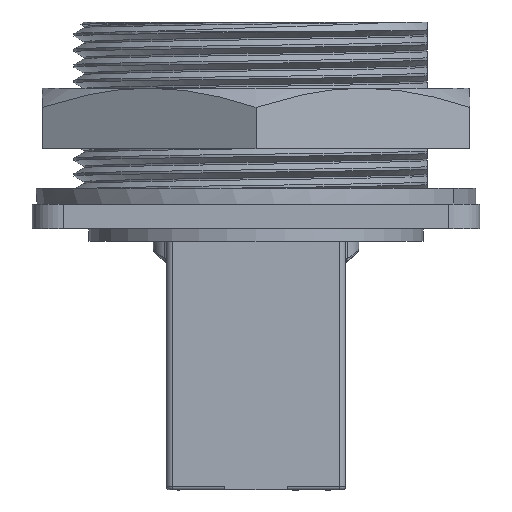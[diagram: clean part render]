
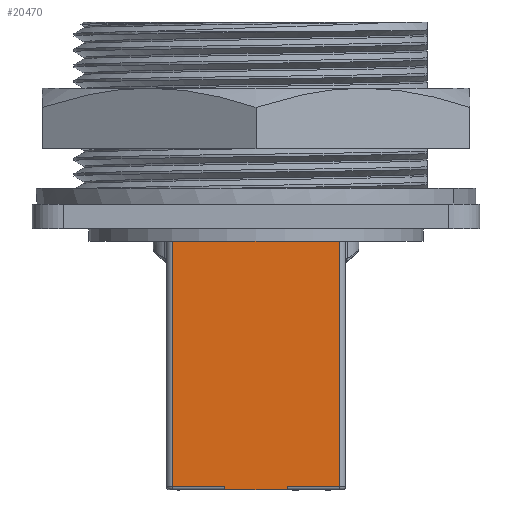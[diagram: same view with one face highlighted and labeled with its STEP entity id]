
A CAD part, front view. The second image highlights one B-rep face of the part: STEP entity #20470.
In plain terms, the highlighted planar face has unit normal (0, -1, 0).
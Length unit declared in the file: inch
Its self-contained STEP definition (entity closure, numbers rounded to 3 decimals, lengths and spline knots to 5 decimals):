
#277 = PLANE ( 'NONE',  #27734 ) ;
#278 = CARTESIAN_POINT ( 'NONE',  ( -0.2875, -0.349, -0.839 ) ) ;
#279 = DIRECTION ( 'NONE',  ( 0., -1., 0. ) ) ;
#280 = DIRECTION ( 'NONE',  ( -1., 0., 0. ) ) ;
#1890 = VECTOR ( 'NONE', #22952, 39.37008 ) ;
#2287 = CARTESIAN_POINT ( 'NONE',  ( -0.2675, -0.349, -0.04 ) ) ;
#2311 = CARTESIAN_POINT ( 'NONE',  ( -0.1, -0.349, -0.839 ) ) ;
#2327 = CARTESIAN_POINT ( 'NONE',  ( 0.1, -0.349, -0.839 ) ) ;
#2342 = CARTESIAN_POINT ( 'NONE',  ( -0.2675, -0.349, -0.829 ) ) ;
#11302 = EDGE_CURVE ( 'NONE', #25923, #25951, #21703, .T. ) ;
#11420 = EDGE_CURVE ( 'NONE', #20798, #20853, #21867, .T. ) ;
#11432 = EDGE_CURVE ( 'NONE', #20822, #25816, #22189, .T. ) ;
#11433 = EDGE_CURVE ( 'NONE', #20822, #20838, #22194, .T. ) ;
#11472 = EDGE_CURVE ( 'NONE', #20798, #25951, #22510, .T. ) ;
#11527 = EDGE_CURVE ( 'NONE', #25923, #25685, #22948, .T. ) ;
#11625 = EDGE_CURVE ( 'NONE', #20838, #25685, #23448, .T. ) ;
#11681 = EDGE_CURVE ( 'NONE', #20853, #25816, #23647, .T. ) ;
#13121 = EDGE_LOOP ( 'NONE', ( #24241, #24243, #24242, #24245, #24246, #24248, #24249, #24251 ) ) ;
#17686 = CARTESIAN_POINT ( 'NONE',  ( 0.1, -0.349, -0.829 ) ) ;
#17752 = CARTESIAN_POINT ( 'NONE',  ( -0.1, -0.349, -0.829 ) ) ;
#17877 = CARTESIAN_POINT ( 'NONE',  ( 0.2675, -0.349, -0.829 ) ) ;
#17891 = CARTESIAN_POINT ( 'NONE',  ( 0.2675, -0.349, -0.04 ) ) ;
#18074 = VECTOR ( 'NONE', #23450, 39.37008 ) ;
#18168 = VECTOR ( 'NONE', #21705, 39.37008 ) ;
#18194 = VECTOR ( 'NONE', #22196, 39.37008 ) ;
#18258 = VECTOR ( 'NONE', #22193, 39.37008 ) ;
#18289 = VECTOR ( 'NONE', #22513, 39.37008 ) ;
#18312 = VECTOR ( 'NONE', #21869, 39.37008 ) ;
#19117 = VECTOR ( 'NONE', #23649, 39.37008 ) ;
#20470 = ADVANCED_FACE ( 'NONE', ( #27731 ), #277, .T. ) ;
#20798 = VERTEX_POINT ( 'NONE', #2287 ) ;
#20822 = VERTEX_POINT ( 'NONE', #2311 ) ;
#20838 = VERTEX_POINT ( 'NONE', #2327 ) ;
#20853 = VERTEX_POINT ( 'NONE', #2342 ) ;
#21703 = LINE ( 'NONE', #21704, #18168 ) ;
#21704 = CARTESIAN_POINT ( 'NONE',  ( 0.2675, -0.349, -0.839 ) ) ;
#21705 = DIRECTION ( 'NONE',  ( 0., 0., 1. ) ) ;
#21867 = LINE ( 'NONE', #21868, #18312 ) ;
#21868 = CARTESIAN_POINT ( 'NONE',  ( -0.2675, -0.349, -0.839 ) ) ;
#21869 = DIRECTION ( 'NONE',  ( 0., 0., -1. ) ) ;
#22189 = LINE ( 'NONE', #22191, #18258 ) ;
#22191 = CARTESIAN_POINT ( 'NONE',  ( -0.1, -0.349, -0.829 ) ) ;
#22193 = DIRECTION ( 'NONE',  ( 0., 0., 1. ) ) ;
#22194 = LINE ( 'NONE', #22195, #18194 ) ;
#22195 = CARTESIAN_POINT ( 'NONE',  ( -0.2875, -0.349, -0.839 ) ) ;
#22196 = DIRECTION ( 'NONE',  ( 1., 0., 0. ) ) ;
#22510 = LINE ( 'NONE', #22512, #18289 ) ;
#22512 = CARTESIAN_POINT ( 'NONE',  ( 0., -0.349, -0.04 ) ) ;
#22513 = DIRECTION ( 'NONE',  ( 1., 0., 0. ) ) ;
#22948 = LINE ( 'NONE', #22950, #1890 ) ;
#22950 = CARTESIAN_POINT ( 'NONE',  ( 0.2675, -0.349, -0.829 ) ) ;
#22952 = DIRECTION ( 'NONE',  ( -1., 0., 0. ) ) ;
#23448 = LINE ( 'NONE', #23449, #18074 ) ;
#23449 = CARTESIAN_POINT ( 'NONE',  ( 0.1, -0.349, -0.829 ) ) ;
#23450 = DIRECTION ( 'NONE',  ( 0., 0., 1. ) ) ;
#23647 = LINE ( 'NONE', #23648, #19117 ) ;
#23648 = CARTESIAN_POINT ( 'NONE',  ( -0.2675, -0.349, -0.829 ) ) ;
#23649 = DIRECTION ( 'NONE',  ( 1., 0., 0. ) ) ;
#24241 = ORIENTED_EDGE ( 'NONE', *, *, #11302, .T. ) ;
#24242 = ORIENTED_EDGE ( 'NONE', *, *, #11420, .T. ) ;
#24243 = ORIENTED_EDGE ( 'NONE', *, *, #11472, .F. ) ;
#24245 = ORIENTED_EDGE ( 'NONE', *, *, #11681, .T. ) ;
#24246 = ORIENTED_EDGE ( 'NONE', *, *, #11432, .F. ) ;
#24248 = ORIENTED_EDGE ( 'NONE', *, *, #11433, .T. ) ;
#24249 = ORIENTED_EDGE ( 'NONE', *, *, #11625, .T. ) ;
#24251 = ORIENTED_EDGE ( 'NONE', *, *, #11527, .F. ) ;
#25685 = VERTEX_POINT ( 'NONE', #17686 ) ;
#25816 = VERTEX_POINT ( 'NONE', #17752 ) ;
#25923 = VERTEX_POINT ( 'NONE', #17877 ) ;
#25951 = VERTEX_POINT ( 'NONE', #17891 ) ;
#27731 = FACE_OUTER_BOUND ( 'NONE', #13121, .T. ) ;
#27734 = AXIS2_PLACEMENT_3D ( 'NONE', #278, #279, #280 ) ;
